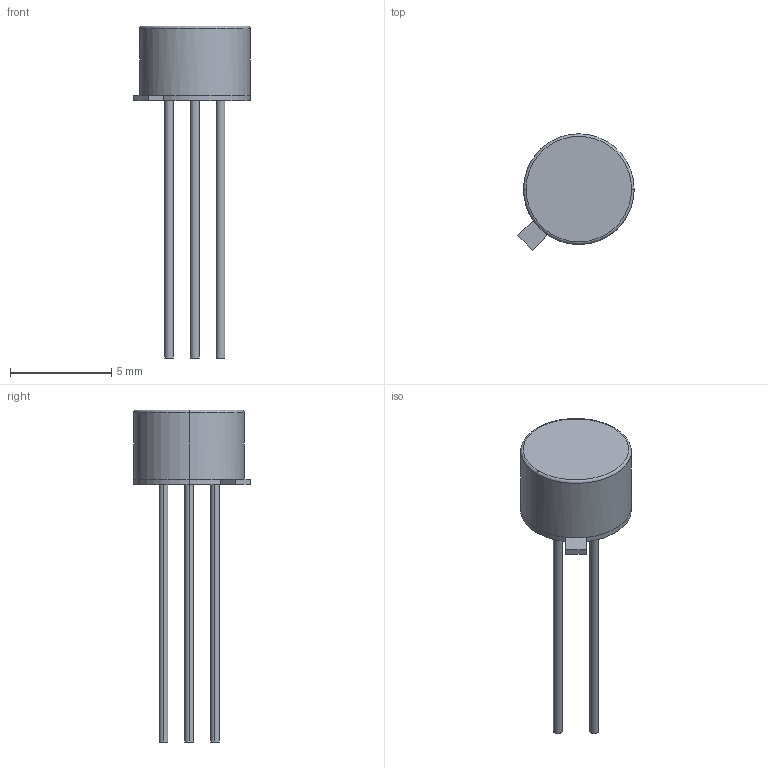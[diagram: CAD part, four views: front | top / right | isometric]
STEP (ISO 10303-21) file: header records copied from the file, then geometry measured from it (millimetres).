
FILE_DESCRIPTION (( 'STEP AP203' ), '1' );
FILE_NAME ('OPB710F.STEP', '2014-06-12T16:01:27', ( 'optek' ), ( '' ), 'SwSTEP 2.0', 'SolidWorks 2013', '' );
FILE_SCHEMA (( 'CONFIG_CONTROL_DESIGN' ));
Length unit declared in the file: inch
Products named in the file (1): OPB710F
Bounding box: 5.74 x 5.74 x 16.38 mm (x, y, z)
Volume: 93.9 mm3; surface area: 180.6 mm2
Topology: 1 solids, 1 shells, 25 faces, 51 edges, 32 vertices
Faces by surface type: cylinder 13, plane 10, torus 2
Entity records: 745 total; most frequent: DIRECTION 132, CARTESIAN_POINT 109, ORIENTED_EDGE 102, AXIS2_PLACEMENT_3D 55, EDGE_CURVE 51, VERTEX_POINT 32, EDGE_LOOP 29, CIRCLE 29
